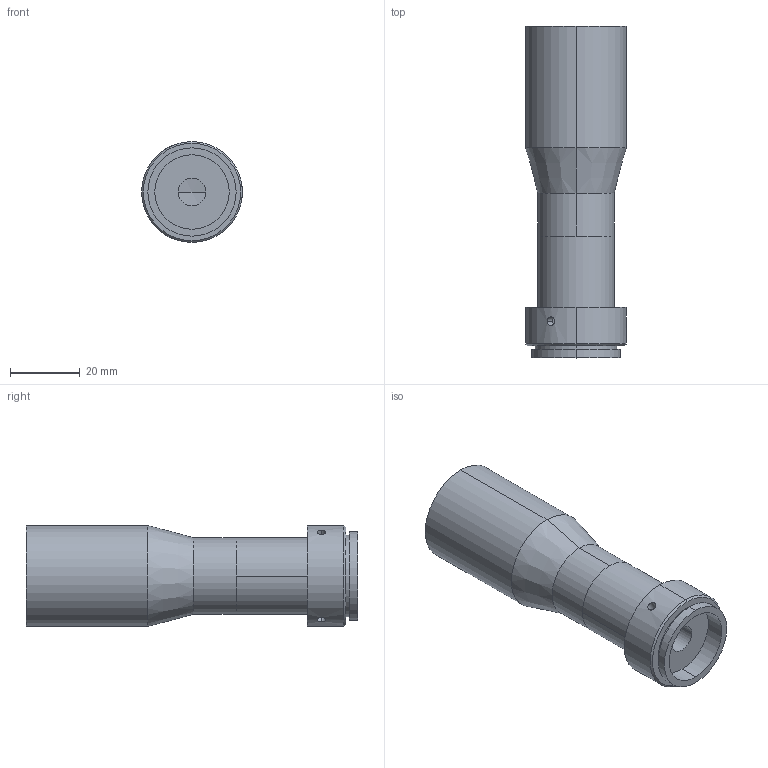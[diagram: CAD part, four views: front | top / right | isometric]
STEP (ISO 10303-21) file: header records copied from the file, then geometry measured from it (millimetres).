
FILE_DESCRIPTION (( 'STEP AP203' ), '1' );
FILE_NAME ('XF-T0.5X200-蚾饜芞-20151201V5.STEP', '2016-03-09T09:11:51', ( 'cherishsunshine' ), ( '' ), 'SwSTEP 2.0', 'SolidWorks 2014', '' );
FILE_SCHEMA (( 'CONFIG_CONTROL_DESIGN' ));
Length unit declared in the file: millimetre
Products named in the file (1): XF-T0.5X200-蚾饜芞-20151201V5
Bounding box: 29 x 95.37 x 29 mm (x, y, z)
Surface area: 12243.7 mm2 (no closed solid volume)
Topology: 0 solids, 6 shells, 59 faces, 142 edges, 93 vertices
Faces by surface type: cylinder 34, plane 17, cone 6, sphere 2
Entity records: 2022 total; most frequent: CARTESIAN_POINT 523, DIRECTION 324, ORIENTED_EDGE 256, EDGE_CURVE 142, AXIS2_PLACEMENT_3D 134, VERTEX_POINT 93, CIRCLE 74, EDGE_LOOP 74
